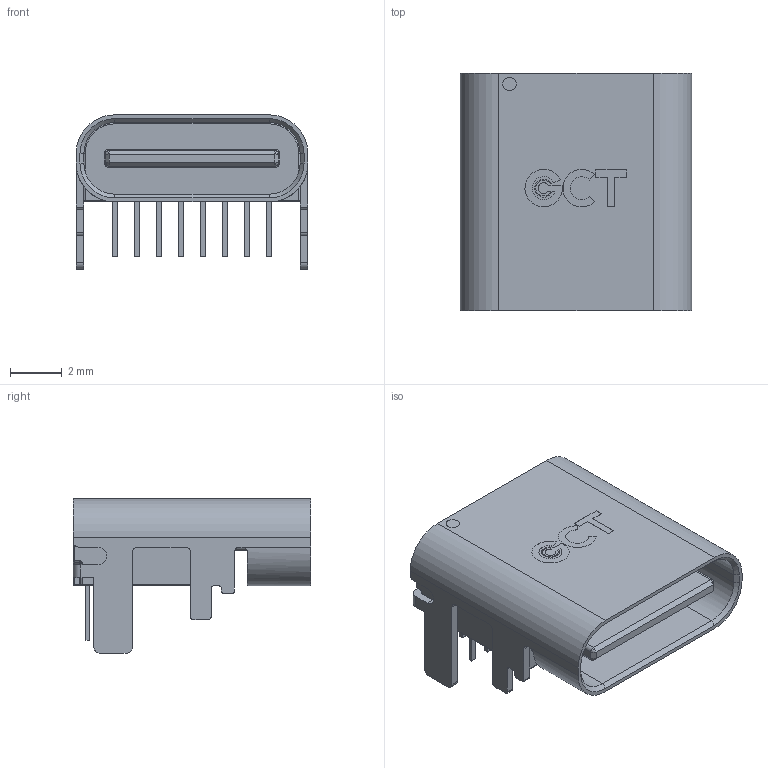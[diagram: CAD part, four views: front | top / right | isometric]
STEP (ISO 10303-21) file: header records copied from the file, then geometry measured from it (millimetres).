
FILE_DESCRIPTION(/* description */ (''),/* implementation_level */ '2;1');
FILE_NAME(/* name */ 'Global Connector Technology USB4085-GF-A.stp',/* time_stamp */ '2019-11-16T23:59:35-04:00',/* author */ ('Ricardo'),/* organization */ (''),/* preprocessor_version */ 'ST-DEVELOPER v18',/* originating_system */ 'Autodesk Inventor 2020',/* authorisation */ '');
FILE_SCHEMA (('AUTOMOTIVE_DESIGN { 1 0 10303 214 3 1 1 }'));
Length unit declared in the file: millimetre
Products named in the file (5): Global Connector Technology USB4085-GF-A; housing; plastic; pins; logo
Assembly tree (4 placements, depth 2):
  Global Connector Technology USB4085-GF-A
    housing
    plastic
    pins
    logo
Bounding box: 8.95 x 9.17 x 5.96 mm (x, y, z)
Volume: 207.5 mm3; surface area: 584.5 mm2
Topology: 22 solids, 22 shells, 313 faces, 733 edges, 460 vertices
Faces by surface type: plane 191, cylinder 90, torus 16, cone 8, sphere 8
Full cylindrical faces by diameter (mm): 0.516 x1
Entity records: 9052 total; most frequent: DIRECTION 1567, CARTESIAN_POINT 1547, ORIENTED_EDGE 1458, EDGE_CURVE 729, LINE 527, VECTOR 527, AXIS2_PLACEMENT_3D 520, VERTEX_POINT 460
